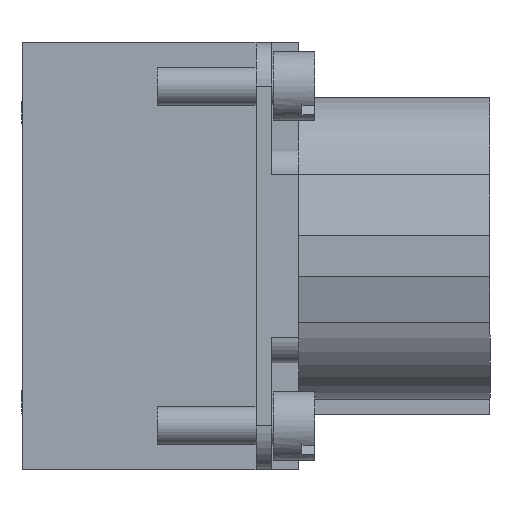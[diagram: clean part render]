
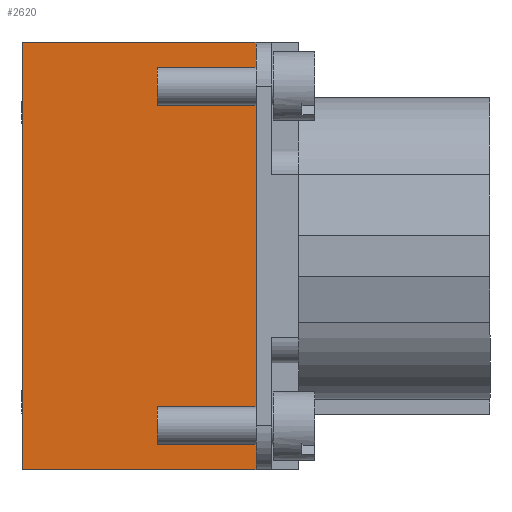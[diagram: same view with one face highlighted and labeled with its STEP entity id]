
A CAD part, left-side view. The second image highlights one B-rep face of the part: STEP entity #2620.
In plain terms, the highlighted planar face has unit normal (-1, 0, 0).
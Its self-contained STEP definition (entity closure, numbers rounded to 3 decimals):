
#1873=PLANE('',#14398);
#2620=ADVANCED_FACE('',(#3316),#1873,.T.);
#3316=FACE_OUTER_BOUND('',#4434,.T.);
#4434=EDGE_LOOP('',(#7626,#7627,#7628,#7629));
#7626=ORIENTED_EDGE('',*,*,#10716,.F.);
#7627=ORIENTED_EDGE('',*,*,#10719,.F.);
#7628=ORIENTED_EDGE('',*,*,#10640,.F.);
#7629=ORIENTED_EDGE('',*,*,#10720,.F.);
#9177=VERTEX_POINT('',#21064);
#9178=VERTEX_POINT('',#21066);
#9233=VERTEX_POINT('',#21227);
#9234=VERTEX_POINT('',#21228);
#10640=EDGE_CURVE('',#9177,#9178,#11691,.T.);
#10716=EDGE_CURVE('',#9233,#9234,#11747,.T.);
#10719=EDGE_CURVE('',#9178,#9233,#11750,.T.);
#10720=EDGE_CURVE('',#9234,#9177,#11751,.T.);
#11691=LINE('',#21065,#12702);
#11747=LINE('',#21226,#12758);
#11750=LINE('',#21232,#12761);
#11751=LINE('',#21233,#12762);
#12702=VECTOR('',#17601,1.);
#12758=VECTOR('',#17757,1.);
#12761=VECTOR('',#17762,1.);
#12762=VECTOR('',#17763,1.);
#14398=AXIS2_PLACEMENT_3D('',#21234,#17764,#17765);
#17601=DIRECTION('',(0.,0.,1.));
#17757=DIRECTION('',(0.,0.,-1.));
#17762=DIRECTION('',(0.,-1.,0.));
#17763=DIRECTION('',(0.,1.,0.));
#17764=DIRECTION('',(-1.,0.,0.));
#17765=DIRECTION('',(0.,0.,1.));
#21064=CARTESIAN_POINT('',(-31.7,18.6,-17.));
#21065=CARTESIAN_POINT('',(-31.7,18.6,-17.));
#21066=CARTESIAN_POINT('',(-31.7,18.6,17.));
#21226=CARTESIAN_POINT('',(-31.7,0.,17.));
#21227=CARTESIAN_POINT('',(-31.7,0.,17.));
#21228=CARTESIAN_POINT('',(-31.7,0.,-17.));
#21232=CARTESIAN_POINT('',(-31.7,18.6,17.));
#21233=CARTESIAN_POINT('',(-31.7,0.,-17.));
#21234=CARTESIAN_POINT('',(-31.7,0.,-17.));
